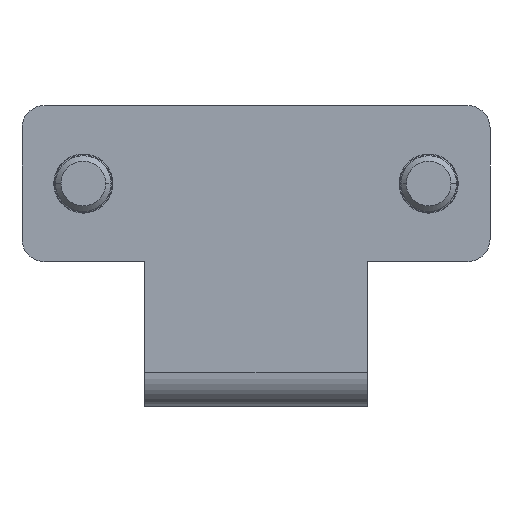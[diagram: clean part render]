
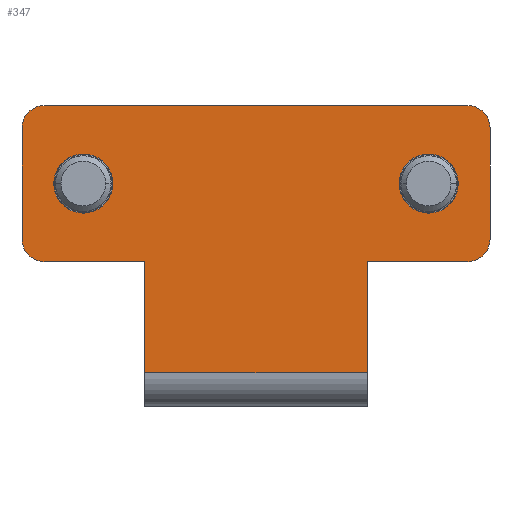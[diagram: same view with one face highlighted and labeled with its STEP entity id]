
A CAD part, front view. The second image highlights one B-rep face of the part: STEP entity #347.
In plain terms, the highlighted planar face has unit normal (0, -1, 0).
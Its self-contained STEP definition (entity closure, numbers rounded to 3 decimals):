
#347 = ADVANCED_FACE( '', ( #496, #497, #498 ), #499, .T. );
#496 = FACE_BOUND( '', #731, .T. );
#497 = FACE_BOUND( '', #732, .T. );
#498 = FACE_OUTER_BOUND( '', #733, .T. );
#499 = PLANE( '', #734 );
#731 = EDGE_LOOP( '', ( #1149, #1150 ) );
#732 = EDGE_LOOP( '', ( #1151, #1152 ) );
#733 = EDGE_LOOP( '', ( #1153, #1154, #1155, #1156, #1157, #1158, #1159, #1160, #1161, #1162, #1163, #1164 ) );
#734 = AXIS2_PLACEMENT_3D( '', #1165, #1166, #1167 );
#1149 = ORIENTED_EDGE( '', *, *, #1760, .F. );
#1150 = ORIENTED_EDGE( '', *, *, #1739, .F. );
#1151 = ORIENTED_EDGE( '', *, *, #1761, .F. );
#1152 = ORIENTED_EDGE( '', *, *, #1735, .F. );
#1153 = ORIENTED_EDGE( '', *, *, #1808, .T. );
#1154 = ORIENTED_EDGE( '', *, *, #1804, .F. );
#1155 = ORIENTED_EDGE( '', *, *, #1783, .F. );
#1156 = ORIENTED_EDGE( '', *, *, #1756, .F. );
#1157 = ORIENTED_EDGE( '', *, *, #1770, .F. );
#1158 = ORIENTED_EDGE( '', *, *, #1768, .F. );
#1159 = ORIENTED_EDGE( '', *, *, #1765, .F. );
#1160 = ORIENTED_EDGE( '', *, *, #1777, .T. );
#1161 = ORIENTED_EDGE( '', *, *, #1762, .F. );
#1162 = ORIENTED_EDGE( '', *, *, #1773, .F. );
#1163 = ORIENTED_EDGE( '', *, *, #1771, .F. );
#1164 = ORIENTED_EDGE( '', *, *, #1758, .F. );
#1165 = CARTESIAN_POINT( '', ( 10., -22., 17. ) );
#1166 = DIRECTION( '', ( 0., -1., 0. ) );
#1167 = DIRECTION( '', ( 0., 0., 1. ) );
#1735 = EDGE_CURVE( '', #2006, #2002, #2008, .T. );
#1739 = EDGE_CURVE( '', #2014, #2010, #2016, .T. );
#1756 = EDGE_CURVE( '', #2045, #2043, #2047, .T. );
#1758 = EDGE_CURVE( '', #2048, #2050, #2051, .T. );
#1760 = EDGE_CURVE( '', #2010, #2014, #2053, .T. );
#1761 = EDGE_CURVE( '', #2002, #2006, #2054, .T. );
#1762 = EDGE_CURVE( '', #2055, #2056, #2057, .T. );
#1765 = EDGE_CURVE( '', #2060, #2061, #2062, .T. );
#1768 = EDGE_CURVE( '', #2061, #2065, #2066, .T. );
#1770 = EDGE_CURVE( '', #2065, #2045, #2068, .T. );
#1771 = EDGE_CURVE( '', #2050, #2069, #2070, .T. );
#1773 = EDGE_CURVE( '', #2069, #2055, #2072, .T. );
#1777 = EDGE_CURVE( '', #2060, #2056, #2078, .T. );
#1783 = EDGE_CURVE( '', #2043, #2088, #2089, .T. );
#1804 = EDGE_CURVE( '', #2088, #2114, #2118, .T. );
#1808 = EDGE_CURVE( '', #2048, #2114, #2123, .T. );
#2002 = VERTEX_POINT( '', #2427 );
#2006 = VERTEX_POINT( '', #2432 );
#2008 = CIRCLE( '', #2435, 2.65 );
#2010 = VERTEX_POINT( '', #2437 );
#2014 = VERTEX_POINT( '', #2442 );
#2016 = CIRCLE( '', #2445, 2.65 );
#2043 = VERTEX_POINT( '', #2480 );
#2045 = VERTEX_POINT( '', #2483 );
#2047 = LINE( '', #2486, #2487 );
#2048 = VERTEX_POINT( '', #2488 );
#2050 = VERTEX_POINT( '', #2491 );
#2051 = LINE( '', #2492, #2493 );
#2053 = CIRCLE( '', #2496, 2.65 );
#2054 = CIRCLE( '', #2497, 2.65 );
#2055 = VERTEX_POINT( '', #2498 );
#2056 = VERTEX_POINT( '', #2499 );
#2057 = CIRCLE( '', #2500, 2. );
#2060 = VERTEX_POINT( '', #2505 );
#2061 = VERTEX_POINT( '', #2506 );
#2062 = CIRCLE( '', #2507, 2. );
#2065 = VERTEX_POINT( '', #2512 );
#2066 = LINE( '', #2513, #2514 );
#2068 = CIRCLE( '', #2517, 2. );
#2069 = VERTEX_POINT( '', #2518 );
#2070 = CIRCLE( '', #2519, 2. );
#2072 = LINE( '', #2522, #2523 );
#2078 = LINE( '', #2532, #2533 );
#2088 = VERTEX_POINT( '', #2547 );
#2089 = LINE( '', #2548, #2549 );
#2114 = VERTEX_POINT( '', #2584 );
#2118 = LINE( '', #2589, #2590 );
#2123 = LINE( '', #2598, #2599 );
#2427 = CARTESIAN_POINT( '', ( 18.15, -22., 10. ) );
#2432 = CARTESIAN_POINT( '', ( 12.85, -22., 10. ) );
#2435 = AXIS2_PLACEMENT_3D( '', #3117, #3118, #3119 );
#2437 = CARTESIAN_POINT( '', ( -12.85, -22., 10. ) );
#2442 = CARTESIAN_POINT( '', ( -18.15, -22., 10. ) );
#2445 = AXIS2_PLACEMENT_3D( '', #3125, #3126, #3127 );
#2480 = CARTESIAN_POINT( '', ( 10., -22., 3. ) );
#2483 = CARTESIAN_POINT( '', ( 19., -22., 3. ) );
#2486 = CARTESIAN_POINT( '', ( 19., -22., 3. ) );
#2487 = VECTOR( '', #3156, 1. );
#2488 = CARTESIAN_POINT( '', ( -10., -22., 3. ) );
#2491 = CARTESIAN_POINT( '', ( -19., -22., 3. ) );
#2492 = CARTESIAN_POINT( '', ( 19., -22., 3. ) );
#2493 = VECTOR( '', #3158, 1. );
#2496 = AXIS2_PLACEMENT_3D( '', #3160, #3161, #3162 );
#2497 = AXIS2_PLACEMENT_3D( '', #3163, #3164, #3165 );
#2498 = CARTESIAN_POINT( '', ( -21., -22., 15. ) );
#2499 = CARTESIAN_POINT( '', ( -19., -22., 17. ) );
#2500 = AXIS2_PLACEMENT_3D( '', #3166, #3167, #3168 );
#2505 = CARTESIAN_POINT( '', ( 19., -22., 17. ) );
#2506 = CARTESIAN_POINT( '', ( 21., -22., 15. ) );
#2507 = AXIS2_PLACEMENT_3D( '', #3171, #3172, #3173 );
#2512 = CARTESIAN_POINT( '', ( 21., -22., 5. ) );
#2513 = CARTESIAN_POINT( '', ( 21., -22., 15. ) );
#2514 = VECTOR( '', #3176, 1. );
#2517 = AXIS2_PLACEMENT_3D( '', #3178, #3179, #3180 );
#2518 = CARTESIAN_POINT( '', ( -21., -22., 5. ) );
#2519 = AXIS2_PLACEMENT_3D( '', #3181, #3182, #3183 );
#2522 = CARTESIAN_POINT( '', ( -21., -22., 5. ) );
#2523 = VECTOR( '', #3185, 1. );
#2532 = CARTESIAN_POINT( '', ( 10., -22., 17. ) );
#2533 = VECTOR( '', #3189, 1. );
#2547 = CARTESIAN_POINT( '', ( 10., -22., -7. ) );
#2548 = CARTESIAN_POINT( '', ( 10., -22., 17. ) );
#2549 = VECTOR( '', #3197, 1. );
#2584 = CARTESIAN_POINT( '', ( -10., -22., -7. ) );
#2589 = CARTESIAN_POINT( '', ( 10., -22., -7. ) );
#2590 = VECTOR( '', #3236, 1. );
#2598 = CARTESIAN_POINT( '', ( -10., -22., 17. ) );
#2599 = VECTOR( '', #3240, 1. );
#3117 = CARTESIAN_POINT( '', ( 15.5, -22., 10. ) );
#3118 = DIRECTION( '', ( 0., -1., 0. ) );
#3119 = DIRECTION( '', ( 1., 0., 0. ) );
#3125 = CARTESIAN_POINT( '', ( -15.5, -22., 10. ) );
#3126 = DIRECTION( '', ( 0., -1., 0. ) );
#3127 = DIRECTION( '', ( 1., 0., 0. ) );
#3156 = DIRECTION( '', ( -1., 0., 0. ) );
#3158 = DIRECTION( '', ( -1., 0., 0. ) );
#3160 = CARTESIAN_POINT( '', ( -15.5, -22., 10. ) );
#3161 = DIRECTION( '', ( 0., -1., 0. ) );
#3162 = DIRECTION( '', ( 1., 0., 0. ) );
#3163 = CARTESIAN_POINT( '', ( 15.5, -22., 10. ) );
#3164 = DIRECTION( '', ( 0., -1., 0. ) );
#3165 = DIRECTION( '', ( 1., 0., 0. ) );
#3166 = CARTESIAN_POINT( '', ( -19., -22., 15. ) );
#3167 = DIRECTION( '', ( 0., 1., 0. ) );
#3168 = DIRECTION( '', ( -1., 0., 0. ) );
#3171 = CARTESIAN_POINT( '', ( 19., -22., 15. ) );
#3172 = DIRECTION( '', ( 0., 1., 0. ) );
#3173 = DIRECTION( '', ( 0., 0., 1. ) );
#3176 = DIRECTION( '', ( 0., 0., -1. ) );
#3178 = CARTESIAN_POINT( '', ( 19., -22., 5. ) );
#3179 = DIRECTION( '', ( 0., 1., 0. ) );
#3180 = DIRECTION( '', ( 1., 0., 0. ) );
#3181 = CARTESIAN_POINT( '', ( -19., -22., 5. ) );
#3182 = DIRECTION( '', ( 0., 1., 0. ) );
#3183 = DIRECTION( '', ( 0., 0., -1. ) );
#3185 = DIRECTION( '', ( 0., 0., 1. ) );
#3189 = DIRECTION( '', ( -1., 0., 0. ) );
#3197 = DIRECTION( '', ( 0., 0., -1. ) );
#3236 = DIRECTION( '', ( -1., 0., 0. ) );
#3240 = DIRECTION( '', ( 0., 0., -1. ) );
